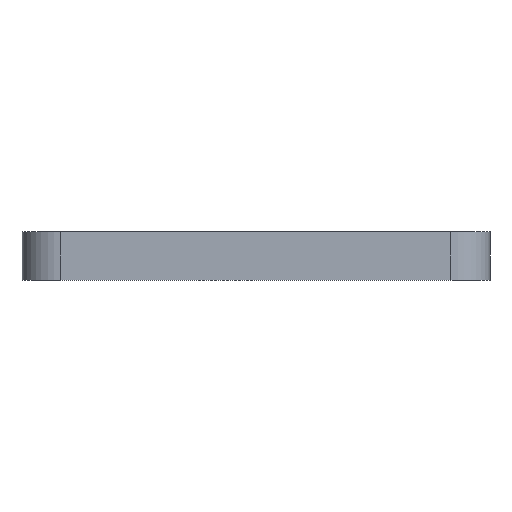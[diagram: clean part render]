
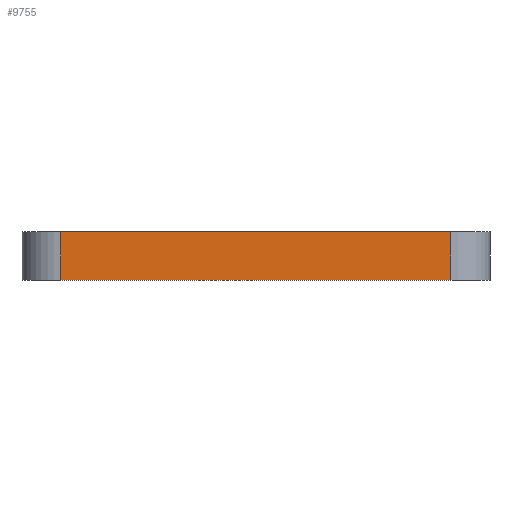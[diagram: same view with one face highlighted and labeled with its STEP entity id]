
A CAD part, front view. The second image highlights one B-rep face of the part: STEP entity #9755.
In plain terms, the highlighted planar face has unit normal (0, -1, 0).
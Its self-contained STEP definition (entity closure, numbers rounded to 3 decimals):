
#4512 = PLANE('',#4513);
#4513 = AXIS2_PLACEMENT_3D('',#4514,#4515,#4516);
#4514 = CARTESIAN_POINT('',(0.,0.,1.6));
#4515 = DIRECTION('',(-0.,-0.,-1.));
#4516 = DIRECTION('',(-1.,0.,0.));
#8008 = VERTEX_POINT('',#8009);
#8009 = CARTESIAN_POINT('',(40.,-48.,1.6));
#8028 = CYLINDRICAL_SURFACE('',#8029,8.);
#8029 = AXIS2_PLACEMENT_3D('',#8030,#8031,#8032);
#8030 = CARTESIAN_POINT('',(40.,-40.,1.6));
#8031 = DIRECTION('',(0.,0.,1.));
#8032 = DIRECTION('',(1.,0.,0.));
#8040 = EDGE_CURVE('',#8008,#8041,#8043,.T.);
#8041 = VERTEX_POINT('',#8042);
#8042 = CARTESIAN_POINT('',(-40.,-48.,1.6));
#8043 = SURFACE_CURVE('',#8044,(#8048,#8055),.PCURVE_S1.);
#8044 = LINE('',#8045,#8046);
#8045 = CARTESIAN_POINT('',(40.,-48.,1.6));
#8046 = VECTOR('',#8047,1.);
#8047 = DIRECTION('',(-1.,0.,0.));
#8048 = PCURVE('',#4512,#8049);
#8049 = DEFINITIONAL_REPRESENTATION('',(#8050),#8054);
#8050 = LINE('',#8051,#8052);
#8051 = CARTESIAN_POINT('',(-40.,-48.));
#8052 = VECTOR('',#8053,1.);
#8053 = DIRECTION('',(1.,0.));
#8054 = ( GEOMETRIC_REPRESENTATION_CONTEXT(2) 
PARAMETRIC_REPRESENTATION_CONTEXT() REPRESENTATION_CONTEXT('2D SPACE',''
  ) );
#8055 = PCURVE('',#8056,#8061);
#8056 = PLANE('',#8057);
#8057 = AXIS2_PLACEMENT_3D('',#8058,#8059,#8060);
#8058 = CARTESIAN_POINT('',(40.,-48.,1.6));
#8059 = DIRECTION('',(0.,1.,0.));
#8060 = DIRECTION('',(-1.,0.,0.));
#8061 = DEFINITIONAL_REPRESENTATION('',(#8062),#8066);
#8062 = LINE('',#8063,#8064);
#8063 = CARTESIAN_POINT('',(0.,0.));
#8064 = VECTOR('',#8065,1.);
#8065 = DIRECTION('',(1.,0.));
#8066 = ( GEOMETRIC_REPRESENTATION_CONTEXT(2) 
PARAMETRIC_REPRESENTATION_CONTEXT() REPRESENTATION_CONTEXT('2D SPACE',''
  ) );
#8089 = CYLINDRICAL_SURFACE('',#8090,8.);
#8090 = AXIS2_PLACEMENT_3D('',#8091,#8092,#8093);
#8091 = CARTESIAN_POINT('',(-40.,-40.,1.6));
#8092 = DIRECTION('',(0.,0.,1.));
#8093 = DIRECTION('',(1.,0.,0.));
#9515 = PLANE('',#9516);
#9516 = AXIS2_PLACEMENT_3D('',#9517,#9518,#9519);
#9517 = CARTESIAN_POINT('',(0.,0.,-8.4));
#9518 = DIRECTION('',(-0.,-0.,-1.));
#9519 = DIRECTION('',(-1.,0.,0.));
#9705 = EDGE_CURVE('',#8008,#9706,#9708,.T.);
#9706 = VERTEX_POINT('',#9707);
#9707 = CARTESIAN_POINT('',(40.,-48.,-8.4));
#9708 = SURFACE_CURVE('',#9709,(#9713,#9720),.PCURVE_S1.);
#9709 = LINE('',#9710,#9711);
#9710 = CARTESIAN_POINT('',(40.,-48.,1.6));
#9711 = VECTOR('',#9712,1.);
#9712 = DIRECTION('',(-0.,-0.,-1.));
#9713 = PCURVE('',#8028,#9714);
#9714 = DEFINITIONAL_REPRESENTATION('',(#9715),#9719);
#9715 = LINE('',#9716,#9717);
#9716 = CARTESIAN_POINT('',(4.712,0.));
#9717 = VECTOR('',#9718,1.);
#9718 = DIRECTION('',(0.,-1.));
#9719 = ( GEOMETRIC_REPRESENTATION_CONTEXT(2) 
PARAMETRIC_REPRESENTATION_CONTEXT() REPRESENTATION_CONTEXT('2D SPACE',''
  ) );
#9720 = PCURVE('',#8056,#9721);
#9721 = DEFINITIONAL_REPRESENTATION('',(#9722),#9726);
#9722 = LINE('',#9723,#9724);
#9723 = CARTESIAN_POINT('',(0.,0.));
#9724 = VECTOR('',#9725,1.);
#9725 = DIRECTION('',(0.,-1.));
#9726 = ( GEOMETRIC_REPRESENTATION_CONTEXT(2) 
PARAMETRIC_REPRESENTATION_CONTEXT() REPRESENTATION_CONTEXT('2D SPACE',''
  ) );
#9755 = ADVANCED_FACE('',(#9756),#8056,.F.);
#9756 = FACE_BOUND('',#9757,.F.);
#9757 = EDGE_LOOP('',(#9758,#9759,#9782,#9803));
#9758 = ORIENTED_EDGE('',*,*,#9705,.T.);
#9759 = ORIENTED_EDGE('',*,*,#9760,.T.);
#9760 = EDGE_CURVE('',#9706,#9761,#9763,.T.);
#9761 = VERTEX_POINT('',#9762);
#9762 = CARTESIAN_POINT('',(-40.,-48.,-8.4));
#9763 = SURFACE_CURVE('',#9764,(#9768,#9775),.PCURVE_S1.);
#9764 = LINE('',#9765,#9766);
#9765 = CARTESIAN_POINT('',(40.,-48.,-8.4));
#9766 = VECTOR('',#9767,1.);
#9767 = DIRECTION('',(-1.,0.,0.));
#9768 = PCURVE('',#8056,#9769);
#9769 = DEFINITIONAL_REPRESENTATION('',(#9770),#9774);
#9770 = LINE('',#9771,#9772);
#9771 = CARTESIAN_POINT('',(0.,-10.));
#9772 = VECTOR('',#9773,1.);
#9773 = DIRECTION('',(1.,0.));
#9774 = ( GEOMETRIC_REPRESENTATION_CONTEXT(2) 
PARAMETRIC_REPRESENTATION_CONTEXT() REPRESENTATION_CONTEXT('2D SPACE',''
  ) );
#9775 = PCURVE('',#9515,#9776);
#9776 = DEFINITIONAL_REPRESENTATION('',(#9777),#9781);
#9777 = LINE('',#9778,#9779);
#9778 = CARTESIAN_POINT('',(-40.,-48.));
#9779 = VECTOR('',#9780,1.);
#9780 = DIRECTION('',(1.,0.));
#9781 = ( GEOMETRIC_REPRESENTATION_CONTEXT(2) 
PARAMETRIC_REPRESENTATION_CONTEXT() REPRESENTATION_CONTEXT('2D SPACE',''
  ) );
#9782 = ORIENTED_EDGE('',*,*,#9783,.F.);
#9783 = EDGE_CURVE('',#8041,#9761,#9784,.T.);
#9784 = SURFACE_CURVE('',#9785,(#9789,#9796),.PCURVE_S1.);
#9785 = LINE('',#9786,#9787);
#9786 = CARTESIAN_POINT('',(-40.,-48.,1.6));
#9787 = VECTOR('',#9788,1.);
#9788 = DIRECTION('',(-0.,-0.,-1.));
#9789 = PCURVE('',#8056,#9790);
#9790 = DEFINITIONAL_REPRESENTATION('',(#9791),#9795);
#9791 = LINE('',#9792,#9793);
#9792 = CARTESIAN_POINT('',(80.,0.));
#9793 = VECTOR('',#9794,1.);
#9794 = DIRECTION('',(0.,-1.));
#9795 = ( GEOMETRIC_REPRESENTATION_CONTEXT(2) 
PARAMETRIC_REPRESENTATION_CONTEXT() REPRESENTATION_CONTEXT('2D SPACE',''
  ) );
#9796 = PCURVE('',#8089,#9797);
#9797 = DEFINITIONAL_REPRESENTATION('',(#9798),#9802);
#9798 = LINE('',#9799,#9800);
#9799 = CARTESIAN_POINT('',(4.712,0.));
#9800 = VECTOR('',#9801,1.);
#9801 = DIRECTION('',(0.,-1.));
#9802 = ( GEOMETRIC_REPRESENTATION_CONTEXT(2) 
PARAMETRIC_REPRESENTATION_CONTEXT() REPRESENTATION_CONTEXT('2D SPACE',''
  ) );
#9803 = ORIENTED_EDGE('',*,*,#8040,.F.);
